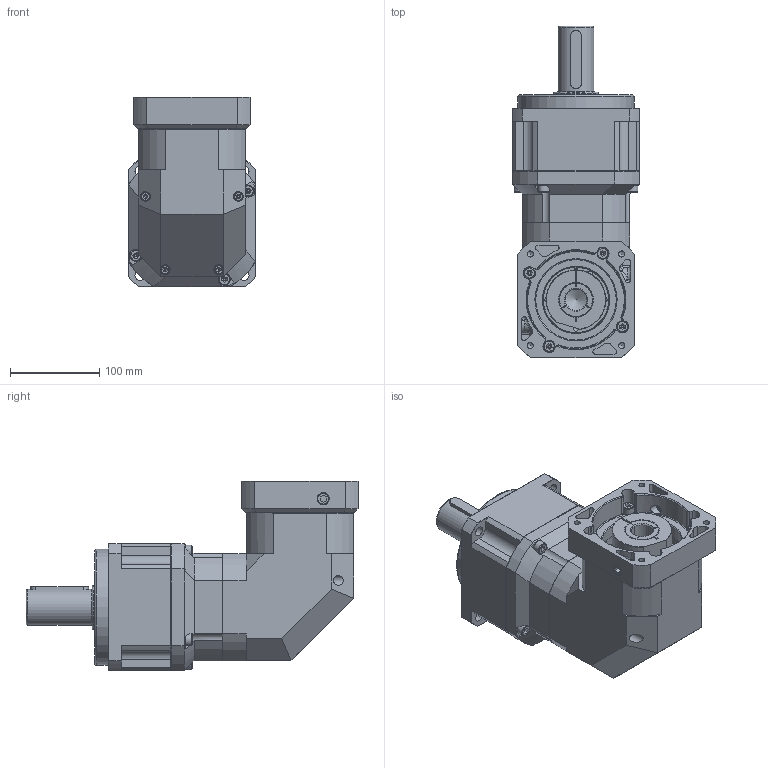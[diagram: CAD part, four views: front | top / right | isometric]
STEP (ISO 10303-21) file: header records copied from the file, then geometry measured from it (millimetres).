
FILE_DESCRIPTION((''),'2;1');
FILE_NAME('PBL142S-H-2.stp','2017-04-21T14:47:15',('Young'),(''),'Autodesk Inventor 2012','Autodesk Inventor 2012','');
FILE_SCHEMA(('AUTOMOTIVE_DESIGN { 1 0 10303 214 1 1 1 1 }'));
Length unit declared in the file: millimetre
Products named in the file (1): PBL142S-H-2
Bounding box: 142 x 371.5 x 212 mm (x, y, z)
Volume: 4316987.5 mm3; surface area: 455369.3 mm2
Topology: 26 solids, 26 shells, 898 faces, 2230 edges, 1444 vertices
Faces by surface type: plane 480, cylinder 221, cone 124, bspline 42, torus 29, sphere 2
Full cylindrical faces by diameter (mm): 5 x8, 6 x4, 6.8 x16, 8 x14, 8.5 x4, 9 x1, 10 x4, 10.2 x1, 11 x8, 11.125 x2, 12 x1, 13 x11, 24.2 x1, 25 x1, 38.4 x1, 39.8 x1, 40 x2, 49.8 x1, 50 x1, 55 x3, 58 x1, 68 x1, 69 x1, 72 x3, 75 x2, 90 x1, 95 x1, 105 x3, 130 x1
Entity records: 33734 total; most frequent: CARTESIAN_POINT 13620, DIRECTION 4066, ORIENTED_EDGE 3934, EDGE_CURVE 1967, AXIS2_PLACEMENT_3D 1544, VERTEX_POINT 1385, EDGE_LOOP 1212, VECTOR 978
